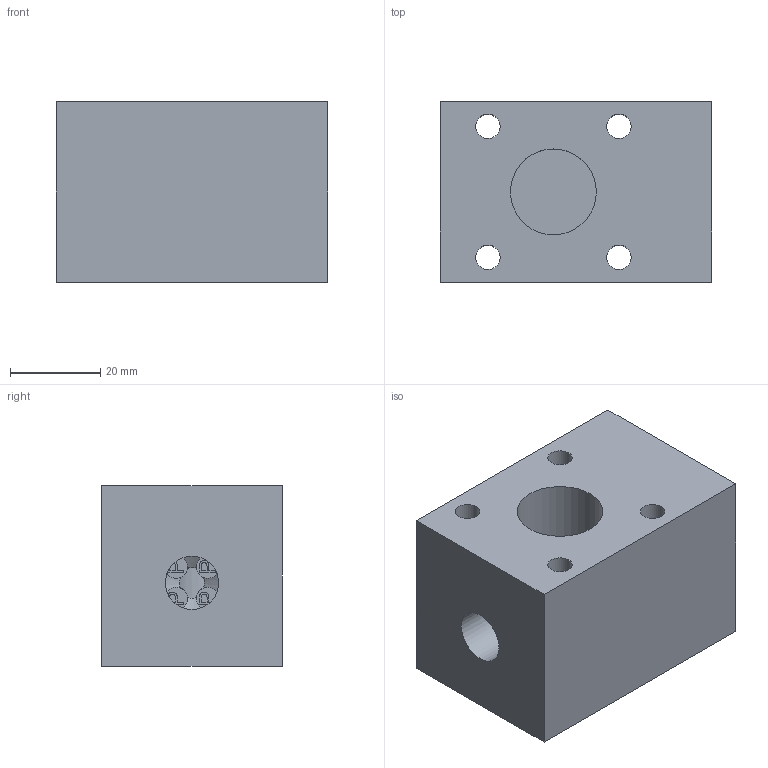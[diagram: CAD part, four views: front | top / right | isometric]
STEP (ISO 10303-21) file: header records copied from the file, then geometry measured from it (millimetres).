
FILE_DESCRIPTION((''),'2;1');
FILE_NAME('110 241 01.stp','2012-05-31T21:04:02',('HJ'),('AVAC Vacuumteknik AB'),'Autodesk Inventor 2012','Autodesk Inventor 2012','');
FILE_SCHEMA(('AUTOMOTIVE_DESIGN { 1 0 10303 214 1 1 1 1 }'));
Length unit declared in the file: millimetre
Products named in the file (1): 110 241 01
Bounding box: 60 x 40 x 40 mm (x, y, z)
Volume: 77667.6 mm3; surface area: 19613 mm2
Topology: 1 solids, 1 shells, 198 faces, 521 edges, 349 vertices
Faces by surface type: plane 109, bspline 56, cylinder 21, cone 12
Full cylindrical faces by diameter (mm): 5.4 x4, 6 x4, 8.566 x1, 11.8 x1, 19 x1, 30.5 x1
Entity records: 6733 total; most frequent: CARTESIAN_POINT 2064, ORIENTED_EDGE 990, DIRECTION 700, EDGE_CURVE 495, VERTEX_POINT 339, VECTOR 312, LINE 312, EDGE_LOOP 246
